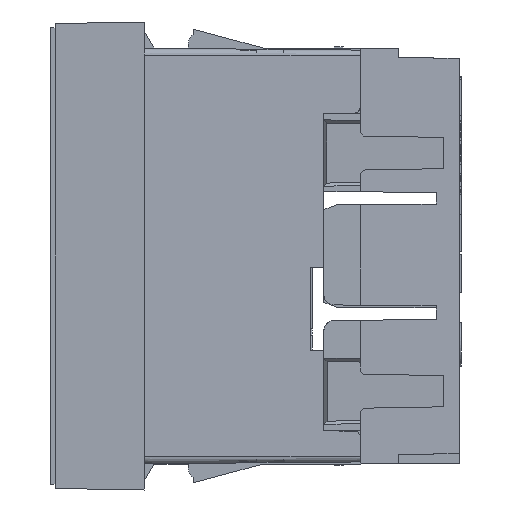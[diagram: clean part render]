
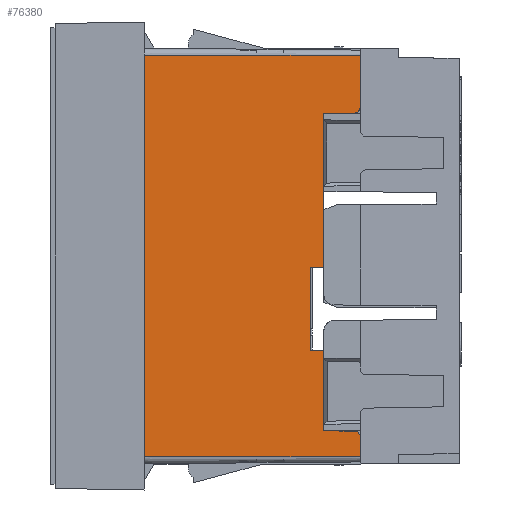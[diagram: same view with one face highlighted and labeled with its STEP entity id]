
A CAD part, left-side view. The second image highlights one B-rep face of the part: STEP entity #76380.
In plain terms, the highlighted face is planar.
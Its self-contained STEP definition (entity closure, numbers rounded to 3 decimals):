
#679 = CARTESIAN_POINT ( 'NONE',  ( 42.3, 19.3, 29.75 ) ) ;
#1816 = CARTESIAN_POINT ( 'NONE',  ( 42.331, 1.086, 26.25 ) ) ;
#1917 = CARTESIAN_POINT ( 'NONE',  ( 42.3, -14.339, 29.75 ) ) ;
#2488 = ORIENTED_EDGE ( 'NONE', *, *, #6750, .T. ) ;
#3053 = CARTESIAN_POINT ( 'NONE',  ( 42.331, 9.114, 26.25 ) ) ;
#3484 = VERTEX_POINT ( 'NONE', #65062 ) ;
#4457 = CARTESIAN_POINT ( 'NONE',  ( 42.305, -13.739, 29.155 ) ) ;
#5482 = CARTESIAN_POINT ( 'NONE',  ( 42.481, -19.3, 9. ) ) ;
#6420 = EDGE_LOOP ( 'NONE', ( #14107, #34103, #21985, #67493, #52504, #23057, #29495, #61428, #62186, #15816, #73820, #63092, #42121, #2488 ) ) ;
#6750 = EDGE_CURVE ( 'NONE', #59911, #60845, #20823, .T. ) ;
#7802 = DIRECTION ( 'NONE',  ( 0., 1., 0. ) ) ;
#12145 = CARTESIAN_POINT ( 'NONE',  ( 42.3, -19.3, 29.75 ) ) ;
#13123 = LINE ( 'NONE', #679, #78480 ) ;
#13420 = EDGE_CURVE ( 'NONE', #61087, #82840, #13123, .T. ) ;
#14107 = ORIENTED_EDGE ( 'NONE', *, *, #57539, .F. ) ;
#14183 = FACE_OUTER_BOUND ( 'NONE', #6420, .T. ) ;
#15500 = DIRECTION ( 'NONE',  ( -0.009, 0., 1. ) ) ;
#15816 = ORIENTED_EDGE ( 'NONE', *, *, #20667, .T. ) ;
#16267 = CARTESIAN_POINT ( 'NONE',  ( 42.302, -14.028, 29.686 ) ) ;
#16578 = DIRECTION ( 'NONE',  ( 0., -1., 0. ) ) ;
#17567 = CARTESIAN_POINT ( 'NONE',  ( 42.301, -14.183, 29.75 ) ) ;
#18615 = VECTOR ( 'NONE', #62892, 1000. ) ;
#18843 = LINE ( 'NONE', #80693, #26231 ) ;
#19136 = B_SPLINE_CURVE_WITH_KNOTS ( 'NONE', 3,
 ( #27049, #62234, #48882, #61318, #54204, #81350 ),
 .UNSPECIFIED., .F., .F.,
 ( 4, 2, 4 ),
 ( 0., 0.5, 1. ),
 .UNSPECIFIED. ) ;
#20667 = EDGE_CURVE ( 'NONE', #77150, #57577, #86279, .T. ) ;
#20823 = LINE ( 'NONE', #33288, #29854 ) ;
#21307 = DIRECTION ( 'NONE',  ( 1., 0., 0.009 ) ) ;
#21985 = ORIENTED_EDGE ( 'NONE', *, *, #64817, .F. ) ;
#23057 = ORIENTED_EDGE ( 'NONE', *, *, #34047, .F. ) ;
#23214 = EDGE_CURVE ( 'NONE', #57387, #3484, #59940, .T. ) ;
#24555 = B_SPLINE_CURVE_WITH_KNOTS ( 'NONE', 3,
 ( #51385, #17567, #16267, #51839, #38460, #84782 ),
 .UNSPECIFIED., .F., .F.,
 ( 4, 2, 4 ),
 ( 0., 0.5, 1. ),
 .UNSPECIFIED. ) ;
#24599 = CARTESIAN_POINT ( 'NONE',  ( 42.331, -13.714, 26.25 ) ) ;
#26231 = VECTOR ( 'NONE', #59767, 1000. ) ;
#26861 = EDGE_CURVE ( 'NONE', #48184, #39100, #62862, .T. ) ;
#27049 = CARTESIAN_POINT ( 'NONE',  ( 42.305, 16.839, 29.155 ) ) ;
#28254 = DIRECTION ( 'NONE',  ( 0., -1., 0. ) ) ;
#28344 = CARTESIAN_POINT ( 'NONE',  ( 42.331, 1.086, 26.25 ) ) ;
#28971 = DIRECTION ( 'NONE',  ( 0.009, 0.009, -1. ) ) ;
#29303 = EDGE_CURVE ( 'NONE', #36398, #57577, #24555, .T. ) ;
#29490 = CARTESIAN_POINT ( 'NONE',  ( 42.342, 9.102, 24.95 ) ) ;
#29495 = ORIENTED_EDGE ( 'NONE', *, *, #26861, .T. ) ;
#29854 = VECTOR ( 'NONE', #87575, 1000. ) ;
#30264 = CARTESIAN_POINT ( 'NONE',  ( 42.342, 9.102, 24.95 ) ) ;
#33288 = CARTESIAN_POINT ( 'NONE',  ( 42.481, -19.3, 9. ) ) ;
#34035 = CARTESIAN_POINT ( 'NONE',  ( 42.331, 9.114, 26.25 ) ) ;
#34047 = EDGE_CURVE ( 'NONE', #48184, #40807, #49549, .T. ) ;
#34103 = ORIENTED_EDGE ( 'NONE', *, *, #13420, .T. ) ;
#34202 = VECTOR ( 'NONE', #16578, 1000. ) ;
#36398 = VERTEX_POINT ( 'NONE', #1917 ) ;
#36521 = LINE ( 'NONE', #1816, #62714 ) ;
#38460 = CARTESIAN_POINT ( 'NONE',  ( 42.304, -13.741, 29.311 ) ) ;
#39100 = VERTEX_POINT ( 'NONE', #49196 ) ;
#40807 = VERTEX_POINT ( 'NONE', #3053 ) ;
#41335 = CARTESIAN_POINT ( 'NONE',  ( 42.3, 19.8, 29.75 ) ) ;
#41469 = EDGE_CURVE ( 'NONE', #40807, #57387, #46096, .T. ) ;
#42121 = ORIENTED_EDGE ( 'NONE', *, *, #63538, .F. ) ;
#42921 = VECTOR ( 'NONE', #79172, 1000. ) ;
#43081 = CARTESIAN_POINT ( 'NONE',  ( 42.481, -19.3, 9. ) ) ;
#46096 = LINE ( 'NONE', #34035, #47067 ) ;
#46722 = DIRECTION ( 'NONE',  ( 0.009, 0., -1. ) ) ;
#47067 = VECTOR ( 'NONE', #7802, 1000. ) ;
#47433 = EDGE_CURVE ( 'NONE', #36398, #58976, #18843, .T. ) ;
#48152 = EDGE_CURVE ( 'NONE', #81557, #39100, #36521, .T. ) ;
#48184 = VERTEX_POINT ( 'NONE', #30264 ) ;
#48470 = DIRECTION ( 'NONE',  ( 0., -1., 0. ) ) ;
#48882 = CARTESIAN_POINT ( 'NONE',  ( 42.303, 16.906, 29.466 ) ) ;
#49196 = CARTESIAN_POINT ( 'NONE',  ( 42.342, 1.098, 24.95 ) ) ;
#49199 = VECTOR ( 'NONE', #61723, 1000. ) ;
#49549 = LINE ( 'NONE', #56229, #18615 ) ;
#50062 = CARTESIAN_POINT ( 'NONE',  ( 42.331, 1.086, 26.25 ) ) ;
#51385 = CARTESIAN_POINT ( 'NONE',  ( 42.3, -14.339, 29.75 ) ) ;
#51644 = CARTESIAN_POINT ( 'NONE',  ( 42.331, 16.814, 26.25 ) ) ;
#51839 = CARTESIAN_POINT ( 'NONE',  ( 42.303, -13.806, 29.466 ) ) ;
#51919 = CARTESIAN_POINT ( 'NONE',  ( 42.481, 19.3, 9. ) ) ;
#52504 = ORIENTED_EDGE ( 'NONE', *, *, #41469, .F. ) ;
#53294 = CARTESIAN_POINT ( 'NONE',  ( 42.331, 16.814, 26.25 ) ) ;
#54204 = CARTESIAN_POINT ( 'NONE',  ( 42.301, 17.283, 29.75 ) ) ;
#54583 = VECTOR ( 'NONE', #77275, 1000. ) ;
#56229 = CARTESIAN_POINT ( 'NONE',  ( 42.342, 9.102, 24.95 ) ) ;
#57387 = VERTEX_POINT ( 'NONE', #51644 ) ;
#57539 = EDGE_CURVE ( 'NONE', #61087, #60845, #74289, .T. ) ;
#57577 = VERTEX_POINT ( 'NONE', #4457 ) ;
#58976 = VERTEX_POINT ( 'NONE', #12145 ) ;
#59767 = DIRECTION ( 'NONE',  ( 0., -1., 0. ) ) ;
#59911 = VERTEX_POINT ( 'NONE', #5482 ) ;
#59940 = LINE ( 'NONE', #53294, #49199 ) ;
#60845 = VERTEX_POINT ( 'NONE', #51919 ) ;
#61087 = VERTEX_POINT ( 'NONE', #78841 ) ;
#61318 = CARTESIAN_POINT ( 'NONE',  ( 42.302, 17.128, 29.686 ) ) ;
#61428 = ORIENTED_EDGE ( 'NONE', *, *, #48152, .F. ) ;
#61723 = DIRECTION ( 'NONE',  ( -0.009, 0.009, 1. ) ) ;
#62186 = ORIENTED_EDGE ( 'NONE', *, *, #74013, .T. ) ;
#62191 = LINE ( 'NONE', #28344, #54583 ) ;
#62234 = CARTESIAN_POINT ( 'NONE',  ( 42.304, 16.841, 29.311 ) ) ;
#62714 = VECTOR ( 'NONE', #28971, 1000. ) ;
#62862 = LINE ( 'NONE', #29490, #34202 ) ;
#62892 = DIRECTION ( 'NONE',  ( -0.009, 0.009, 1. ) ) ;
#63092 = ORIENTED_EDGE ( 'NONE', *, *, #47433, .T. ) ;
#63538 = EDGE_CURVE ( 'NONE', #59911, #58976, #83587, .T. ) ;
#64817 = EDGE_CURVE ( 'NONE', #3484, #82840, #19136, .T. ) ;
#65062 = CARTESIAN_POINT ( 'NONE',  ( 42.305, 16.839, 29.155 ) ) ;
#67493 = ORIENTED_EDGE ( 'NONE', *, *, #23214, .F. ) ;
#73820 = ORIENTED_EDGE ( 'NONE', *, *, #29303, .F. ) ;
#74013 = EDGE_CURVE ( 'NONE', #81557, #77150, #62191, .T. ) ;
#74046 = CARTESIAN_POINT ( 'NONE',  ( 42.3, 17.439, 29.75 ) ) ;
#74289 = LINE ( 'NONE', #80537, #78611 ) ;
#76380 = ADVANCED_FACE ( 'NONE', ( #14183 ), #82286, .T. ) ;
#76410 = VECTOR ( 'NONE', #15500, 1000. ) ;
#77150 = VERTEX_POINT ( 'NONE', #24599 ) ;
#77275 = DIRECTION ( 'NONE',  ( 0., -1., 0. ) ) ;
#78480 = VECTOR ( 'NONE', #28254, 1000. ) ;
#78611 = VECTOR ( 'NONE', #46722, 1000. ) ;
#78841 = CARTESIAN_POINT ( 'NONE',  ( 42.3, 19.3, 29.75 ) ) ;
#79172 = DIRECTION ( 'NONE',  ( -0.009, -0.009, 1. ) ) ;
#80479 = CARTESIAN_POINT ( 'NONE',  ( 42.331, -13.714, 26.25 ) ) ;
#80537 = CARTESIAN_POINT ( 'NONE',  ( 42.3, 19.3, 29.75 ) ) ;
#80693 = CARTESIAN_POINT ( 'NONE',  ( 42.3, -14.339, 29.75 ) ) ;
#81350 = CARTESIAN_POINT ( 'NONE',  ( 42.3, 17.439, 29.75 ) ) ;
#81557 = VERTEX_POINT ( 'NONE', #50062 ) ;
#82286 = PLANE ( 'NONE',  #87278 ) ;
#82840 = VERTEX_POINT ( 'NONE', #74046 ) ;
#83587 = LINE ( 'NONE', #43081, #76410 ) ;
#84782 = CARTESIAN_POINT ( 'NONE',  ( 42.305, -13.739, 29.155 ) ) ;
#86279 = LINE ( 'NONE', #80479, #42921 ) ;
#87278 = AXIS2_PLACEMENT_3D ( 'NONE', #41335, #21307, #48470 ) ;
#87575 = DIRECTION ( 'NONE',  ( 0., 1., 0. ) ) ;
